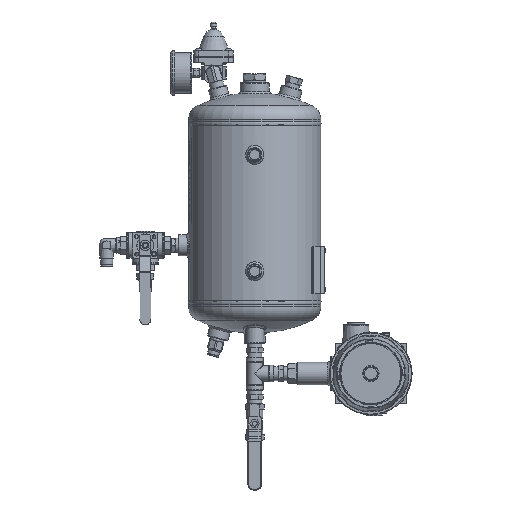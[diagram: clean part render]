
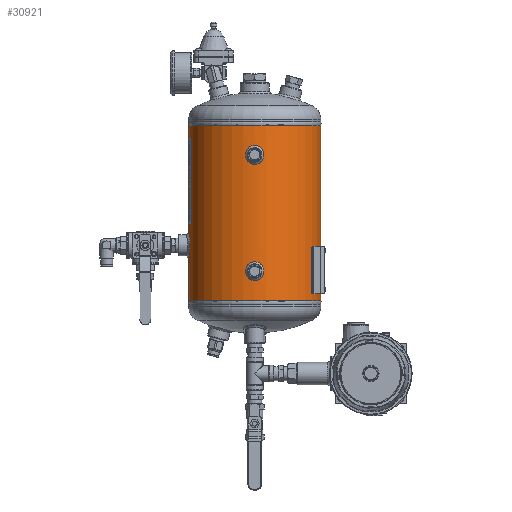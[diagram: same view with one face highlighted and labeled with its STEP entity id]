
A CAD part, front view. The second image highlights one B-rep face of the part: STEP entity #30921.
In plain terms, the highlighted cylindrical face has radius 100 mm (diameter 200 mm), a partial arc.
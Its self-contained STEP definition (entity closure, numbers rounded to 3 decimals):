
#2025=B_SPLINE_CURVE_WITH_KNOTS('',3,(#55628,#55629,#55630,#55631,#55632,
#55633,#55634,#55635,#55636,#55637,#55638,#55639,#55640,#55641,#55642,#55643,
#55644,#55645,#55646),.UNSPECIFIED.,.T.,.F.,(1,1,1,1,1,1,1,1,1,1,1,1,1,
1,1,1,1,1,1,1,1,1,1),(-0.012,-0.008,-0.004,
0.,0.004,0.008,0.012,0.016,
0.02,0.023,0.027,0.031,
0.035,0.039,0.043,0.047,
0.051,0.055,0.059,0.063,
0.066,0.07,0.074),.UNSPECIFIED.);
#2026=B_SPLINE_CURVE_WITH_KNOTS('',3,(#55648,#55649,#55650,#55651,#55652,
#55653,#55654,#55655,#55656,#55657,#55658,#55659,#55660,#55661,#55662,#55663,
#55664,#55665,#55666),.UNSPECIFIED.,.T.,.F.,(1,1,1,1,1,1,1,1,1,1,1,1,1,
1,1,1,1,1,1,1,1,1,1),(-0.012,-0.008,-0.004,
0.,0.004,0.008,0.012,
0.016,0.02,0.023,0.027,
0.031,0.035,0.039,0.043,
0.047,0.051,0.055,0.059,
0.063,0.066,0.07,0.074),
 .UNSPECIFIED.);
#2027=B_SPLINE_CURVE_WITH_KNOTS('',3,(#55668,#55669,#55670,#55671,#55672,
#55673,#55674,#55675,#55676,#55677,#55678,#55679,#55680,#55681,#55682,#55683,
#55684,#55685,#55686),.UNSPECIFIED.,.T.,.F.,(1,1,1,1,1,1,1,1,1,1,1,1,1,
1,1,1,1,1,1,1,1,1,1),(-0.018,-0.012,-0.006,
0.,0.006,0.012,0.018,0.023,
0.029,0.035,0.041,0.047,
0.053,0.059,0.065,0.07,
0.076,0.082,0.088,0.094,
0.1,0.106,0.112),.UNSPECIFIED.);
#3266=LINE('',#55688,#4792);
#3267=LINE('',#55693,#4793);
#4792=VECTOR('',#46549,1000.);
#4793=VECTOR('',#46552,1000.);
#6323=ORIENTED_EDGE('',*,*,#15387,.T.);
#6324=ORIENTED_EDGE('',*,*,#15388,.T.);
#6325=ORIENTED_EDGE('',*,*,#15389,.T.);
#6326=ORIENTED_EDGE('',*,*,#15390,.T.);
#6327=ORIENTED_EDGE('',*,*,#15391,.T.);
#6328=ORIENTED_EDGE('',*,*,#15392,.F.);
#6329=ORIENTED_EDGE('',*,*,#15393,.F.);
#15387=EDGE_CURVE('',#19919,#19919,#2025,.T.);
#15388=EDGE_CURVE('',#19920,#19920,#2026,.T.);
#15389=EDGE_CURVE('',#19921,#19921,#2027,.T.);
#15390=EDGE_CURVE('',#19922,#19923,#3266,.T.);
#15391=EDGE_CURVE('',#19923,#19924,#22912,.T.);
#15392=EDGE_CURVE('',#19925,#19924,#3267,.T.);
#15393=EDGE_CURVE('',#19922,#19925,#22913,.T.);
#19919=VERTEX_POINT('',#55647);
#19920=VERTEX_POINT('',#55667);
#19921=VERTEX_POINT('',#55687);
#19922=VERTEX_POINT('',#55689);
#19923=VERTEX_POINT('',#55690);
#19924=VERTEX_POINT('',#55692);
#19925=VERTEX_POINT('',#55694);
#22912=CIRCLE('',#42795,100.);
#22913=CIRCLE('',#42796,100.);
#24581=EDGE_LOOP('',(#6323));
#24582=EDGE_LOOP('',(#6324));
#24583=EDGE_LOOP('',(#6325));
#24584=EDGE_LOOP('',(#6326,#6327,#6328,#6329));
#27451=FACE_BOUND('',#24581,.T.);
#27452=FACE_BOUND('',#24582,.T.);
#27453=FACE_BOUND('',#24583,.T.);
#27454=FACE_BOUND('',#24584,.T.);
#30324=CYLINDRICAL_SURFACE('',#42794,100.);
#30921=ADVANCED_FACE('',(#27451,#27452,#27453,#27454),#30324,.T.);
#42794=AXIS2_PLACEMENT_3D('',#55627,#46547,#46548);
#42795=AXIS2_PLACEMENT_3D('',#55691,#46550,#46551);
#42796=AXIS2_PLACEMENT_3D('',#55695,#46553,#46554);
#46547=DIRECTION('',(0.,-1.,0.));
#46548=DIRECTION('',(0.,0.,-1.));
#46549=DIRECTION('',(0.,-1.,0.));
#46550=DIRECTION('',(0.,1.,0.));
#46551=DIRECTION('',(1.,0.,0.));
#46552=DIRECTION('',(0.,-1.,0.));
#46553=DIRECTION('',(0.,1.,0.));
#46554=DIRECTION('',(1.,0.,0.));
#55627=CARTESIAN_POINT('',(0.,265.,0.));
#55628=CARTESIAN_POINT('',(-9.473,48.444,-99.554));
#55629=CARTESIAN_POINT('',(-10.262,44.497,-99.471));
#55630=CARTESIAN_POINT('',(-9.477,40.569,-99.553));
#55631=CARTESIAN_POINT('',(-7.254,37.244,-99.75));
#55632=CARTESIAN_POINT('',(-3.93,35.023,-99.946));
#55633=CARTESIAN_POINT('',(-0.006,34.24,-100.027));
#55634=CARTESIAN_POINT('',(3.922,35.019,-99.946));
#55635=CARTESIAN_POINT('',(7.252,37.242,-99.75));
#55636=CARTESIAN_POINT('',(9.478,40.57,-99.553));
#55637=CARTESIAN_POINT('',(10.26,44.496,-99.472));
#55638=CARTESIAN_POINT('',(9.481,48.422,-99.553));
#55639=CARTESIAN_POINT('',(7.262,51.747,-99.749));
#55640=CARTESIAN_POINT('',(3.94,53.974,-99.945));
#55641=CARTESIAN_POINT('',(0.01,54.761,-100.027));
#55642=CARTESIAN_POINT('',(-3.923,53.981,-99.946));
#55643=CARTESIAN_POINT('',(-7.249,51.759,-99.75));
#55644=CARTESIAN_POINT('',(-9.473,48.444,-99.554));
#55645=CARTESIAN_POINT('',(-10.262,44.497,-99.471));
#55646=CARTESIAN_POINT('',(-9.477,40.569,-99.553));
#55647=CARTESIAN_POINT('',(-10.,44.5,-99.499));
#55648=CARTESIAN_POINT('',(3.944,229.973,-99.945));
#55649=CARTESIAN_POINT('',(-0.003,230.762,-100.027));
#55650=CARTESIAN_POINT('',(-3.931,229.977,-99.946));
#55651=CARTESIAN_POINT('',(-7.256,227.754,-99.75));
#55652=CARTESIAN_POINT('',(-9.477,224.43,-99.553));
#55653=CARTESIAN_POINT('',(-10.26,220.506,-99.472));
#55654=CARTESIAN_POINT('',(-9.481,216.578,-99.553));
#55655=CARTESIAN_POINT('',(-7.258,213.248,-99.75));
#55656=CARTESIAN_POINT('',(-3.93,211.022,-99.946));
#55657=CARTESIAN_POINT('',(-0.004,210.24,-100.027));
#55658=CARTESIAN_POINT('',(3.922,211.019,-99.946));
#55659=CARTESIAN_POINT('',(7.247,213.238,-99.75));
#55660=CARTESIAN_POINT('',(9.474,216.56,-99.554));
#55661=CARTESIAN_POINT('',(10.261,220.49,-99.471));
#55662=CARTESIAN_POINT('',(9.481,224.423,-99.553));
#55663=CARTESIAN_POINT('',(7.259,227.749,-99.749));
#55664=CARTESIAN_POINT('',(3.944,229.973,-99.945));
#55665=CARTESIAN_POINT('',(-0.003,230.762,-100.027));
#55666=CARTESIAN_POINT('',(-3.931,229.977,-99.946));
#55667=CARTESIAN_POINT('',(0.,230.5,-100.));
#55668=CARTESIAN_POINT('',(-98.994,187.429,14.208));
#55669=CARTESIAN_POINT('',(-98.806,181.503,15.395));
#55670=CARTESIAN_POINT('',(-98.993,175.608,14.214));
#55671=CARTESIAN_POINT('',(-99.436,170.625,10.88));
#55672=CARTESIAN_POINT('',(-99.878,167.295,5.9));
#55673=CARTESIAN_POINT('',(-100.061,166.117,0.009));
#55674=CARTESIAN_POINT('',(-99.879,167.288,-5.887));
#55675=CARTESIAN_POINT('',(-99.437,170.623,-10.879));
#55676=CARTESIAN_POINT('',(-98.992,175.61,-14.215));
#55677=CARTESIAN_POINT('',(-98.807,181.503,-15.391));
#55678=CARTESIAN_POINT('',(-98.992,187.396,-14.219));
#55679=CARTESIAN_POINT('',(-99.435,192.379,-10.892));
#55680=CARTESIAN_POINT('',(-99.877,195.718,-5.914));
#55681=CARTESIAN_POINT('',(-100.061,196.901,-0.013));
#55682=CARTESIAN_POINT('',(-99.878,195.728,5.889));
#55683=CARTESIAN_POINT('',(-99.437,192.395,10.874));
#55684=CARTESIAN_POINT('',(-98.994,187.429,14.208));
#55685=CARTESIAN_POINT('',(-98.806,181.503,15.395));
#55686=CARTESIAN_POINT('',(-98.993,175.608,14.214));
#55687=CARTESIAN_POINT('',(-98.869,181.508,15.));
#55688=CARTESIAN_POINT('',(0.254,265.,100.));
#55689=CARTESIAN_POINT('',(0.254,265.,100.));
#55690=CARTESIAN_POINT('',(0.254,0.,100.));
#55691=CARTESIAN_POINT('',(0.,0.,0.));
#55692=CARTESIAN_POINT('',(-0.254,0.,100.));
#55693=CARTESIAN_POINT('',(-0.254,265.,100.));
#55694=CARTESIAN_POINT('',(-0.254,265.,100.));
#55695=CARTESIAN_POINT('',(0.,265.,0.));
